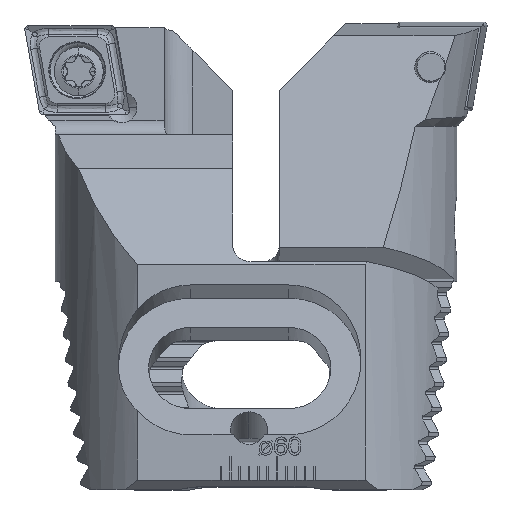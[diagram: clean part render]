
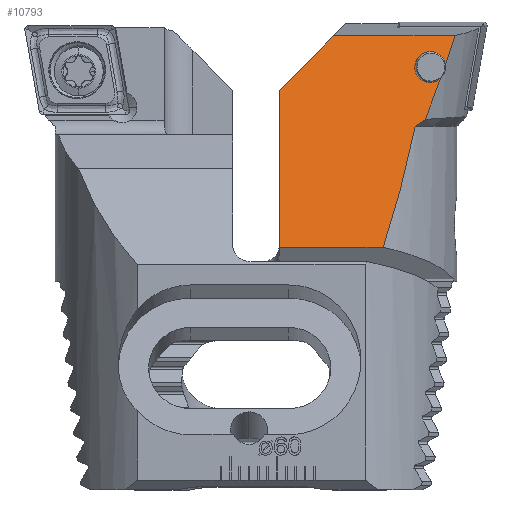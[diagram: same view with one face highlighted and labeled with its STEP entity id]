
A CAD part, top view. The second image highlights one B-rep face of the part: STEP entity #10793.
In plain terms, the highlighted face is planar.
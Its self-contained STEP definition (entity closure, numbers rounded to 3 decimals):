
#19 = CARTESIAN_POINT ( 'NONE',  ( 7.743, -4.845, -11.22 ) ) ;
#88 = VERTEX_POINT ( 'NONE', #20158 ) ;
#462 = VERTEX_POINT ( 'NONE', #4225 ) ;
#686 = CARTESIAN_POINT ( 'NONE',  ( 7.331, -10.952, -12.857 ) ) ;
#743 = CARTESIAN_POINT ( 'NONE',  ( 6.231, -7.192, -11.849 ) ) ;
#1112 = CARTESIAN_POINT ( 'NONE',  ( 49.045, -1.659, -10.366 ) ) ;
#1251 = VECTOR ( 'NONE', #4689, 1000. ) ;
#2588 = VERTEX_POINT ( 'NONE', #19 ) ;
#2910 = CARTESIAN_POINT ( 'NONE',  ( 7.717, -2.034, -10.467 ) ) ;
#3432 = ORIENTED_EDGE ( 'NONE', *, *, #8130, .T. ) ;
#4024 = VERTEX_POINT ( 'NONE', #8995 ) ;
#4052 = CARTESIAN_POINT ( 'NONE',  ( 4.108, -3.543, -10.871 ) ) ;
#4132 = CARTESIAN_POINT ( 'NONE',  ( 16.441, -1.514, -10.328 ) ) ;
#4225 = CARTESIAN_POINT ( 'NONE',  ( 22.25, -7.323, -11.884 ) ) ;
#4294 = EDGE_CURVE ( 'NONE', #11262, #13137, #21339, .T. ) ;
#4343 = CARTESIAN_POINT ( 'NONE',  ( 4.987, -6.06, -11.546 ) ) ;
#4351 = DIRECTION ( 'NONE',  ( 0., 0.966, 0.259 ) ) ;
#4689 = DIRECTION ( 'NONE',  ( -1., 0.004, 0.001 ) ) ;
#5447 = B_SPLINE_CURVE_WITH_KNOTS ( 'NONE', 3,
 ( #20253, #686, #22043, #11366 ),
 .UNSPECIFIED., .F., .F.,
 ( 4, 4 ),
 ( 0., 0.001 ),
 .UNSPECIFIED. ) ;
#5709 = CARTESIAN_POINT ( 'NONE',  ( 31.752, -16.825, -14.43 ) ) ;
#6037 = EDGE_CURVE ( 'NONE', #2588, #11262, #13871, .T. ) ;
#6053 = EDGE_CURVE ( 'NONE', #6412, #13137, #10572, .T. ) ;
#6087 = CARTESIAN_POINT ( 'NONE',  ( 7.759, -6.519, -11.669 ) ) ;
#6311 = LINE ( 'NONE', #15250, #15090 ) ;
#6345 = CARTESIAN_POINT ( 'NONE',  ( 7.743, -4.845, -11.22 ) ) ;
#6410 = CARTESIAN_POINT ( 'NONE',  ( 4.462, -4.565, -11.145 ) ) ;
#6412 = VERTEX_POINT ( 'NONE', #4132 ) ;
#6512 = CARTESIAN_POINT ( 'NONE',  ( 6.607, -10.449, -12.722 ) ) ;
#6515 = EDGE_CURVE ( 'NONE', #12230, #462, #20564, .T. ) ;
#7095 = EDGE_LOOP ( 'NONE', ( #12125, #14118, #19233, #16413, #22436, #3432, #19674, #9195, #19082, #13618 ) ) ;
#7199 = CARTESIAN_POINT ( 'NONE',  ( 5.519, -7.558, -11.947 ) ) ;
#7452 = DIRECTION ( 'NONE',  ( 0.695, -0.695, -0.186 ) ) ;
#7546 = CARTESIAN_POINT ( 'NONE',  ( 3.411, -1.456, -10.312 ) ) ;
#7789 = CARTESIAN_POINT ( 'NONE',  ( 9.855, -20.36, -15.378 ) ) ;
#8051 = VECTOR ( 'NONE', #7452, 1000. ) ;
#8130 = EDGE_CURVE ( 'NONE', #6412, #462, #14367, .T. ) ;
#8652 =( BOUNDED_CURVE ( )  B_SPLINE_CURVE ( 3, ( #14175, #12416, #7199, #19576 ),
 .UNSPECIFIED., .F., .T. ) 
 B_SPLINE_CURVE_WITH_KNOTS ( ( 4, 4 ),
 ( 4.108, 4.177 ),
 .UNSPECIFIED. ) 
 CURVE ( )  GEOMETRIC_REPRESENTATION_ITEM ( )  RATIONAL_B_SPLINE_CURVE ( ( 1., 1., 1., 1. ) ) 
 REPRESENTATION_ITEM ( '' )  );
#8864 = CARTESIAN_POINT ( 'NONE',  ( 3.411, -1.456, -10.312 ) ) ;
#8908 = CARTESIAN_POINT ( 'NONE',  ( 49.05, -0.686, -10.106 ) ) ;
#8995 = CARTESIAN_POINT ( 'NONE',  ( 4.987, -6.06, -11.546 ) ) ;
#9195 = ORIENTED_EDGE ( 'NONE', *, *, #13860, .T. ) ;
#10057 = EDGE_CURVE ( 'NONE', #17727, #88, #12684, .T. ) ;
#10572 = LINE ( 'NONE', #1112, #1251 ) ;
#10653 = DIRECTION ( 'NONE',  ( 0., -0.966, -0.259 ) ) ;
#10654 = CARTESIAN_POINT ( 'NONE',  ( 22.25, -24.176, -16.4 ) ) ;
#10793 = ADVANCED_FACE ( 'NONE', ( #11566 ), #22794, .F. ) ;
#11262 = VERTEX_POINT ( 'NONE', #17309 ) ;
#11301 = CARTESIAN_POINT ( 'NONE',  ( 7.697, -11.2, -12.923 ) ) ;
#11366 = CARTESIAN_POINT ( 'NONE',  ( 6.607, -10.449, -12.722 ) ) ;
#11566 = FACE_OUTER_BOUND ( 'NONE', #7095, .T. ) ;
#12125 = ORIENTED_EDGE ( 'NONE', *, *, #13632, .T. ) ;
#12230 = VERTEX_POINT ( 'NONE', #10654 ) ;
#12416 = CARTESIAN_POINT ( 'NONE',  ( 6.059, -9.022, -12.339 ) ) ;
#12429 = VERTEX_POINT ( 'NONE', #6512 ) ;
#12684 =( BOUNDED_CURVE ( )  B_SPLINE_CURVE ( 3, ( #14698, #7789, #21975, #11301 ),
 .UNSPECIFIED., .F., .F. ) 
 B_SPLINE_CURVE_WITH_KNOTS ( ( 4, 4 ),
 ( 3.816, 4.05 ),
 .UNSPECIFIED. ) 
 CURVE ( )  GEOMETRIC_REPRESENTATION_ITEM ( )  RATIONAL_B_SPLINE_CURVE ( ( 1., 0.995, 0.995, 1. ) ) 
 REPRESENTATION_ITEM ( '' )  );
#13137 = VERTEX_POINT ( 'NONE', #8864 ) ;
#13231 = EDGE_CURVE ( 'NONE', #88, #12429, #5447, .T. ) ;
#13618 = ORIENTED_EDGE ( 'NONE', *, *, #13231, .T. ) ;
#13632 = EDGE_CURVE ( 'NONE', #12429, #4024, #8652, .T. ) ;
#13860 = EDGE_CURVE ( 'NONE', #12230, #17727, #6311, .T. ) ;
#13871 =( BOUNDED_CURVE ( )  B_SPLINE_CURVE ( 3, ( #6345, #2910, #16971, #6410 ),
 .UNSPECIFIED., .F., .F. ) 
 B_SPLINE_CURVE_WITH_KNOTS ( ( 4, 4 ),
 ( 4.583, 7.555 ),
 .UNSPECIFIED. ) 
 CURVE ( )  GEOMETRIC_REPRESENTATION_ITEM ( )  RATIONAL_B_SPLINE_CURVE ( ( 1., 0.39, 0.39, 1. ) ) 
 REPRESENTATION_ITEM ( '' )  );
#14118 = ORIENTED_EDGE ( 'NONE', *, *, #17951, .T. ) ;
#14175 = CARTESIAN_POINT ( 'NONE',  ( 6.607, -10.449, -12.722 ) ) ;
#14367 = LINE ( 'NONE', #5709, #8051 ) ;
#14698 = CARTESIAN_POINT ( 'NONE',  ( 11.134, -24.176, -16.4 ) ) ;
#15090 = VECTOR ( 'NONE', #18856, 1000. ) ;
#15250 = CARTESIAN_POINT ( 'NONE',  ( 49.05, -24.176, -16.4 ) ) ;
#15266 =( BOUNDED_CURVE ( )  B_SPLINE_CURVE ( 3, ( #4343, #743, #6087, #18396 ),
 .UNSPECIFIED., .F., .T. ) 
 B_SPLINE_CURVE_WITH_KNOTS ( ( 4, 4 ),
 ( 2.269, 4.583 ),
 .UNSPECIFIED. ) 
 CURVE ( )  GEOMETRIC_REPRESENTATION_ITEM ( )  RATIONAL_B_SPLINE_CURVE ( ( 1., 0.602, 0.602, 1. ) ) 
 REPRESENTATION_ITEM ( '' )  );
#15782 = VECTOR ( 'NONE', #4351, 1000. ) ;
#16413 = ORIENTED_EDGE ( 'NONE', *, *, #4294, .T. ) ;
#16971 = CARTESIAN_POINT ( 'NONE',  ( 4.912, -1.795, -10.403 ) ) ;
#17309 = CARTESIAN_POINT ( 'NONE',  ( 4.462, -4.565, -11.145 ) ) ;
#17727 = VERTEX_POINT ( 'NONE', #22887 ) ;
#17951 = EDGE_CURVE ( 'NONE', #4024, #2588, #15266, .T. ) ;
#18037 = CARTESIAN_POINT ( 'NONE',  ( 4.462, -4.565, -11.145 ) ) ;
#18125 = CARTESIAN_POINT ( 'NONE',  ( 3.757, -2.507, -10.594 ) ) ;
#18396 = CARTESIAN_POINT ( 'NONE',  ( 7.743, -4.845, -11.22 ) ) ;
#18856 = DIRECTION ( 'NONE',  ( -1., 0., 0. ) ) ;
#19082 = ORIENTED_EDGE ( 'NONE', *, *, #10057, .T. ) ;
#19233 = ORIENTED_EDGE ( 'NONE', *, *, #6037, .T. ) ;
#19576 = CARTESIAN_POINT ( 'NONE',  ( 4.987, -6.06, -11.546 ) ) ;
#19674 = ORIENTED_EDGE ( 'NONE', *, *, #6515, .F. ) ;
#20158 = CARTESIAN_POINT ( 'NONE',  ( 7.697, -11.2, -12.923 ) ) ;
#20160 = CARTESIAN_POINT ( 'NONE',  ( 22.25, -24.176, -16.4 ) ) ;
#20253 = CARTESIAN_POINT ( 'NONE',  ( 7.697, -11.2, -12.923 ) ) ;
#20564 = LINE ( 'NONE', #20160, #15782 ) ;
#20646 = AXIS2_PLACEMENT_3D ( 'NONE', #8908, #21317, #10653 ) ;
#21317 = DIRECTION ( 'NONE',  ( 0., -0.259, 0.966 ) ) ;
#21339 =( BOUNDED_CURVE ( )  B_SPLINE_CURVE ( 3, ( #18037, #4052, #18125, #7546 ),
 .UNSPECIFIED., .F., .F. ) 
 B_SPLINE_CURVE_WITH_KNOTS ( ( 4, 4 ),
 ( 4.199, 4.246 ),
 .UNSPECIFIED. ) 
 CURVE ( )  GEOMETRIC_REPRESENTATION_ITEM ( )  RATIONAL_B_SPLINE_CURVE ( ( 1., 1., 1., 1. ) ) 
 REPRESENTATION_ITEM ( '' )  );
#21975 = CARTESIAN_POINT ( 'NONE',  ( 8.705, -16.015, -14.213 ) ) ;
#22043 = CARTESIAN_POINT ( 'NONE',  ( 6.968, -10.702, -12.79 ) ) ;
#22436 = ORIENTED_EDGE ( 'NONE', *, *, #6053, .F. ) ;
#22794 = PLANE ( 'NONE',  #20646 ) ;
#22887 = CARTESIAN_POINT ( 'NONE',  ( 11.134, -24.176, -16.4 ) ) ;
